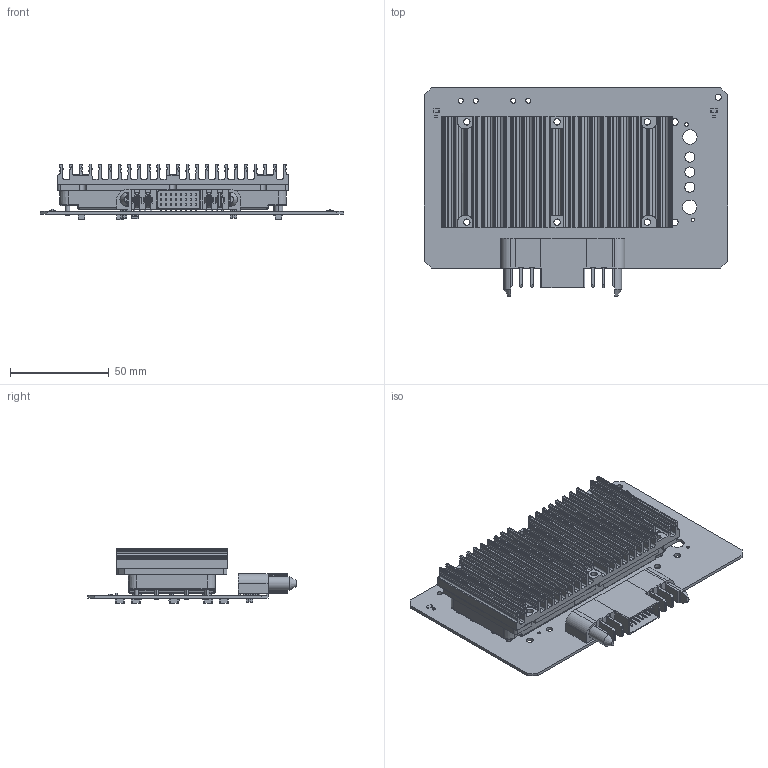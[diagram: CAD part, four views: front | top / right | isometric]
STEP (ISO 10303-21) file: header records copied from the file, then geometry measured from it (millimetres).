
FILE_DESCRIPTION(('KiCad electronic assembly'),'2;1');
FILE_NAME('MaxiCarrier.step','2025-09-22T00:23:33',('Pcbnew'),('Kicad'), 'Open CASCADE STEP processor 7.9','KiCad to STEP converter','Unknown' );
FILE_SCHEMA(('AUTOMOTIVE_DESIGN { 1 0 10303 214 1 1 1 1 }'));
Length unit declared in the file: millimetre
Products named in the file (20): MaxiCarrier 1; LED_0603_1608Metric; R_1206_3216Metric; kicad_embedded_B8EC8572D9AE0CC7EEE3C40F95332B54; kicad_embedded_D186C0E23791C599A87DC447F1C1C088; kicad_embedded_0946537E394E27CC3F25D53B65A3B727; ET60T-24-RT1-GP_st; ET60T-D-02-0-L-_POWER_TERMINAL; ET60T-RT1-GP_gpl; ET60T-D-02-R1-3_POWER_PINS_L_1; ET60T-D-022_POWER_PINS_2; ET60T-D-02-0-R-_POWER_TERMINAL; ET60T-RT1-GP_gpr; ET60T-D-02-R1-_POWER_PINS_R_1; ET60T-D-02-R1-2_POWER_PINS_R_2; ET60T-24-R1-_sp; ET60T-24-R1-2_sp; C_1812_4532Metric; D_SMB; MaxiCarrier_PCB
Assembly tree (25 placements, depth 3):
  MaxiCarrier 1
    LED_0603_1608Metric  x2
    R_1206_3216Metric  x2
    kicad_embedded_B8EC8572D9AE0CC7EEE3C40F95332B54
    kicad_embedded_D186C0E23791C599A87DC447F1C1C088
    kicad_embedded_0946537E394E27CC3F25D53B65A3B727
      ET60T-24-RT1-GP_st
      ET60T-D-02-0-L-_POWER_TERMINAL
      ET60T-RT1-GP_gpl
      ET60T-D-02-R1-3_POWER_PINS_L_1
      ET60T-D-022_POWER_PINS_2
      ET60T-D-02-0-R-_POWER_TERMINAL
      ET60T-RT1-GP_gpr
      ET60T-D-02-R1-_POWER_PINS_R_1
      ET60T-D-02-R1-2_POWER_PINS_R_2
      ET60T-24-R1-_sp
      ET60T-24-R1-2_sp
    C_1812_4532Metric  x5
    D_SMB
    MaxiCarrier_PCB
Bounding box: 153.5 x 105.5 x 27.91 mm (x, y, z)
Volume: 129856.1 mm3; surface area: 93857.1 mm2
Topology: 24 solids, 24 shells, 2341 faces, 6421 edges, 4172 vertices
Faces by surface type: plane 1530, cylinder 695, bspline 72, cone 40, torus 4
Full cylindrical faces by diameter (mm): 1.02 x64, 1.71 x4, 2.47 x7, 2.54 x4, 3.2 x3, 3.264 x6, 3.38 x12, 5.01 x2, 5.16 x7, 7.27 x2
Entity records: 77172 total; most frequent: CARTESIAN_POINT 14703, ORIENTED_EDGE 11864, DIRECTION 11305, EDGE_CURVE 5932, LINE 4433, VECTOR 4433, VERTEX_POINT 3850, AXIS2_PLACEMENT_3D 3436
